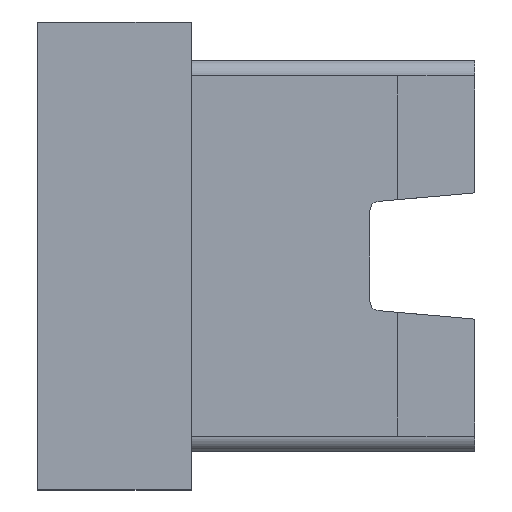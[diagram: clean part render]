
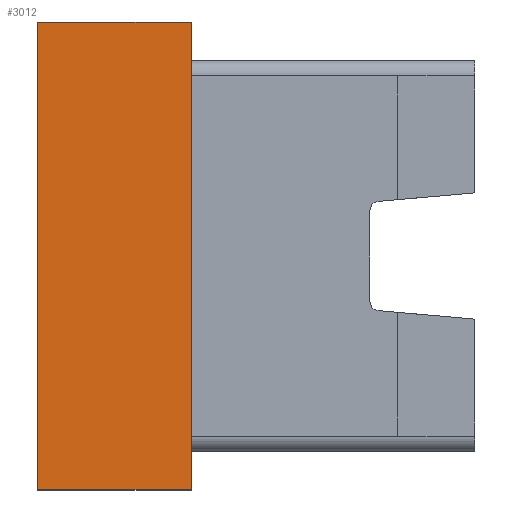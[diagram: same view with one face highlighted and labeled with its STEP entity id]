
A CAD part, left-side view. The second image highlights one B-rep face of the part: STEP entity #3012.
In plain terms, the highlighted planar face has unit normal (-1, 0, 0).
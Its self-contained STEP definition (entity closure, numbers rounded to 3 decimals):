
#84 = AXIS2_PLACEMENT_3D ( 'NONE', #2356, #2372, #3515 ) ;
#190 = ORIENTED_EDGE ( 'NONE', *, *, #2926, .T. ) ;
#244 = CARTESIAN_POINT ( 'NONE',  ( -1.145, 1.42, -0.76 ) ) ;
#245 = ORIENTED_EDGE ( 'NONE', *, *, #3089, .T. ) ;
#458 = DIRECTION ( 'NONE',  ( 0., 1., 0. ) ) ;
#628 = PLANE ( 'NONE',  #84 ) ;
#671 = ORIENTED_EDGE ( 'NONE', *, *, #3636, .T. ) ;
#842 = CARTESIAN_POINT ( 'NONE',  ( -1.145, 0.92, 0.76 ) ) ;
#1024 = CARTESIAN_POINT ( 'NONE',  ( -1.145, 0.92, -0.76 ) ) ;
#1108 = VECTOR ( 'NONE', #3732, 1000. ) ;
#1264 = DIRECTION ( 'NONE',  ( 0., 0., 1. ) ) ;
#1321 = CARTESIAN_POINT ( 'NONE',  ( -1.145, 0.92, -0.76 ) ) ;
#1490 = CARTESIAN_POINT ( 'NONE',  ( -1.145, 1.42, -0.76 ) ) ;
#1497 = LINE ( 'NONE', #3269, #3401 ) ;
#1507 = EDGE_CURVE ( 'NONE', #2080, #2509, #2839, .T. ) ;
#1561 = EDGE_LOOP ( 'NONE', ( #245, #671, #190, #2009 ) ) ;
#2009 = ORIENTED_EDGE ( 'NONE', *, *, #1507, .F. ) ;
#2080 = VERTEX_POINT ( 'NONE', #1321 ) ;
#2082 = CARTESIAN_POINT ( 'NONE',  ( -1.145, 0.92, 0.76 ) ) ;
#2356 = CARTESIAN_POINT ( 'NONE',  ( -1.145, 0.92, 0.76 ) ) ;
#2372 = DIRECTION ( 'NONE',  ( -1., 0., 0. ) ) ;
#2414 = CARTESIAN_POINT ( 'NONE',  ( -1.145, 1.42, 0.76 ) ) ;
#2421 = VECTOR ( 'NONE', #2897, 1000. ) ;
#2509 = VERTEX_POINT ( 'NONE', #244 ) ;
#2839 = LINE ( 'NONE', #1024, #3306 ) ;
#2897 = DIRECTION ( 'NONE',  ( 0., 1., 0. ) ) ;
#2902 = VERTEX_POINT ( 'NONE', #842 ) ;
#2926 = EDGE_CURVE ( 'NONE', #3062, #2509, #3483, .T. ) ;
#3012 = ADVANCED_FACE ( 'NONE', ( #3534 ), #628, .T. ) ;
#3062 = VERTEX_POINT ( 'NONE', #2414 ) ;
#3089 = EDGE_CURVE ( 'NONE', #2080, #2902, #1497, .T. ) ;
#3199 = LINE ( 'NONE', #2082, #2421 ) ;
#3269 = CARTESIAN_POINT ( 'NONE',  ( -1.145, 0.92, 0.76 ) ) ;
#3306 = VECTOR ( 'NONE', #458, 1000. ) ;
#3401 = VECTOR ( 'NONE', #1264, 1000. ) ;
#3483 = LINE ( 'NONE', #1490, #1108 ) ;
#3515 = DIRECTION ( 'NONE',  ( 0., 0., 1. ) ) ;
#3534 = FACE_OUTER_BOUND ( 'NONE', #1561, .T. ) ;
#3636 = EDGE_CURVE ( 'NONE', #2902, #3062, #3199, .T. ) ;
#3732 = DIRECTION ( 'NONE',  ( 0., 0., -1. ) ) ;
